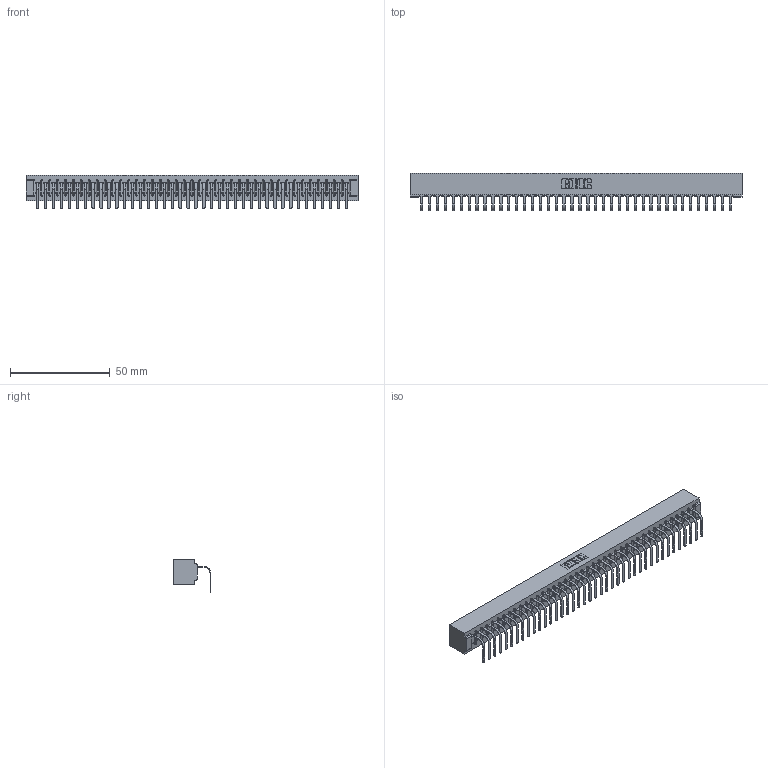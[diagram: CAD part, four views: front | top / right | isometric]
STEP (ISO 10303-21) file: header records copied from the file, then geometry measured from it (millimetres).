
FILE_DESCRIPTION (( 'STEP AP203' ), '1' );
FILE_NAME ('357-040-458-101.STEP', '2022-07-18T19:46:02', ( '' ), ( '' ), 'SwSTEP 2.0', 'SolidWorks 2020', '' );
FILE_SCHEMA (( 'CONFIG_CONTROL_DESIGN' ));
Length unit declared in the file: inch
Products named in the file (3): 307 Part_No Mounting Lugs; 357-040-458-101; 307-290-001_558 - 2 (Single)
Assembly tree (41 placements, depth 2):
  357-040-458-101
    307 Part_No Mounting Lugs
    307-290-001_558 - 2 (Single)  x40
Bounding box: 166.37 x 18.78 x 16.8 mm (x, y, z)
Volume: 17933.9 mm3; surface area: 20174.7 mm2
Topology: 41 solids, 41 shells, 2551 faces, 7259 edges, 4674 vertices
Faces by surface type: plane 1626, cylinder 843, sphere 82
Entity records: 34364 total; most frequent: CARTESIAN_POINT 5788, ORIENTED_EDGE 5774, DIRECTION 5629, EDGE_CURVE 2887, VECTOR 2215, LINE 2215, VERTEX_POINT 1866, AXIS2_PLACEMENT_3D 1707
